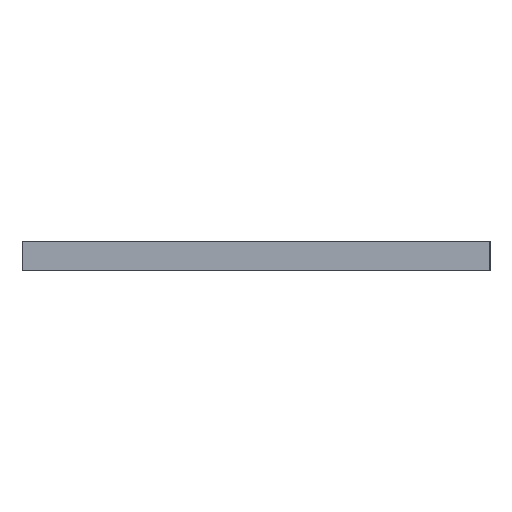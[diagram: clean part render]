
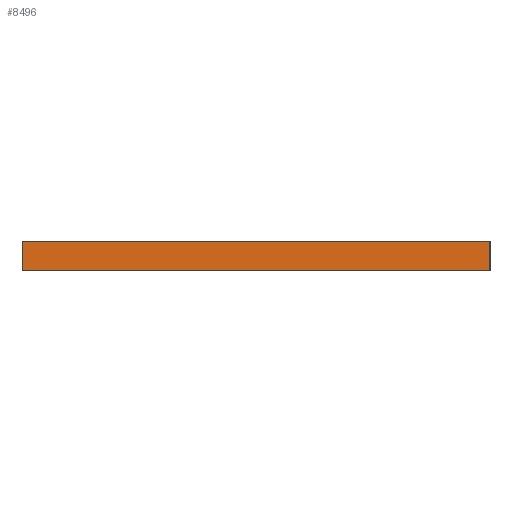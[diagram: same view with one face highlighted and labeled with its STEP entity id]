
A CAD part, left-side view. The second image highlights one B-rep face of the part: STEP entity #8496.
In plain terms, the highlighted planar face has unit normal (-1, 0, 0).
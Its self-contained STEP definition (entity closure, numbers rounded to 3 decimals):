
#248=FACE_OUTER_BOUND('',#707,.T.);
#707=EDGE_LOOP('',(#5663,#5664,#5665,#5666));
#1340=LINE('',#11640,#2500);
#1342=LINE('',#11644,#2502);
#1343=LINE('',#11646,#2503);
#1344=LINE('',#11647,#2504);
#2500=VECTOR('',#9477,10.);
#2502=VECTOR('',#9481,10.);
#2503=VECTOR('',#9482,10.);
#2504=VECTOR('',#9483,10.);
#3659=VERTEX_POINT('',#11637);
#3660=VERTEX_POINT('',#11639);
#3661=VERTEX_POINT('',#11643);
#3662=VERTEX_POINT('',#11645);
#4460=EDGE_CURVE('',#3660,#3659,#1340,.T.);
#4462=EDGE_CURVE('',#3659,#3661,#1342,.T.);
#4463=EDGE_CURVE('',#3662,#3661,#1343,.T.);
#4464=EDGE_CURVE('',#3660,#3662,#1344,.T.);
#5663=ORIENTED_EDGE('',*,*,#4462,.T.);
#5664=ORIENTED_EDGE('',*,*,#4463,.F.);
#5665=ORIENTED_EDGE('',*,*,#4464,.F.);
#5666=ORIENTED_EDGE('',*,*,#4460,.T.);
#8057=PLANE('',#8969);
#8496=ADVANCED_FACE('',(#248),#8057,.T.);
#8969=AXIS2_PLACEMENT_3D('',#11642,#9479,#9480);
#9477=DIRECTION('',(0.,0.,1.));
#9479=DIRECTION('center_axis',(-1.,0.,0.));
#9480=DIRECTION('ref_axis',(0.,-1.,0.));
#9481=DIRECTION('',(0.,1.,0.));
#9482=DIRECTION('',(0.,0.,1.));
#9483=DIRECTION('',(0.,1.,0.));
#11637=CARTESIAN_POINT('',(-218.25,-62.25,3.6));
#11639=CARTESIAN_POINT('',(-218.25,-62.25,-1.4));
#11640=CARTESIAN_POINT('',(-218.25,-62.25,-1.4));
#11642=CARTESIAN_POINT('Origin',(-218.25,17.75,-1.4));
#11643=CARTESIAN_POINT('',(-218.25,17.75,3.6));
#11644=CARTESIAN_POINT('',(-218.25,-2.25,3.6));
#11645=CARTESIAN_POINT('',(-218.25,17.75,-1.4));
#11646=CARTESIAN_POINT('',(-218.25,17.75,-1.4));
#11647=CARTESIAN_POINT('',(-218.25,-62.25,-1.4));
